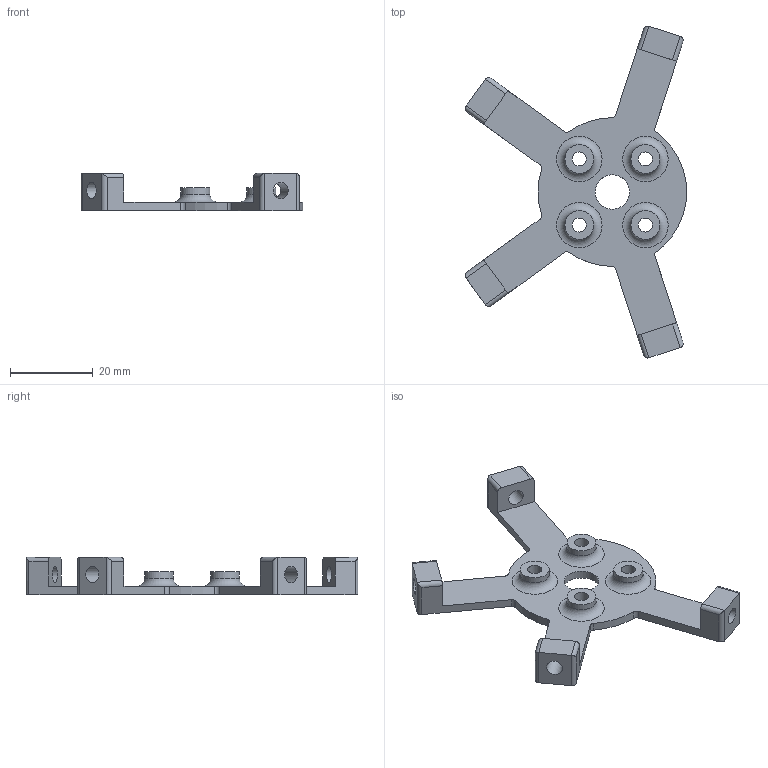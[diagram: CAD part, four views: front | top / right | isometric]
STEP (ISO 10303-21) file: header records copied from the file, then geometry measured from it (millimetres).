
FILE_DESCRIPTION(/* description */ (''),/* implementation_level */ '2;1');
FILE_NAME(/* name */ 'l1_sensor_holder.step',/* time_stamp */ '2025-03-30T16:45:41+03:00',/* author */ (''),/* organization */ (''),/* preprocessor_version */ 'ST-DEVELOPER v20.1',/* originating_system */ 'Autodesk Translation Framework v14.4.0.0',/* authorisation */ '');
FILE_SCHEMA (('AUTOMOTIVE_DESIGN { 1 0 10303 214 3 1 1 }'));
Length unit declared in the file: millimetre
Products named in the file (1): l1_sensor_holder
Bounding box: 53.63 x 80.37 x 9 mm (x, y, z)
Volume: 5571.5 mm3; surface area: 5871.9 mm2
Topology: 1 solids, 1 shells, 69 faces, 177 edges, 114 vertices
Faces by surface type: cylinder 39, plane 26, torus 4
Full cylindrical faces by diameter (mm): 3.4 x4, 3.9 x4, 7 x4, 8.32 x1
Entity records: 2182 total; most frequent: DIRECTION 395, CARTESIAN_POINT 361, ORIENTED_EDGE 354, EDGE_CURVE 177, AXIS2_PLACEMENT_3D 148, VERTEX_POINT 114, LINE 99, VECTOR 99
